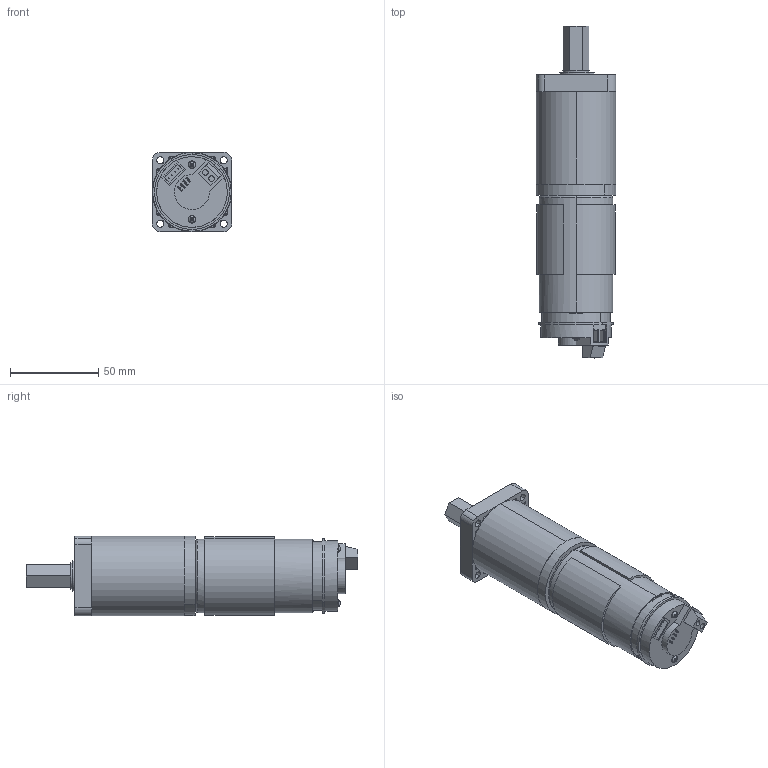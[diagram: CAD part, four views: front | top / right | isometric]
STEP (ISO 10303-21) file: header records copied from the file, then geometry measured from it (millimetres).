
FILE_DESCRIPTION (( 'STEP AP214' ), '1' );
FILE_NAME ('am-3656 PG188 500 hex+Motor+Encoder.STEP', '2017-11-09T19:45:12', ( '' ), ( '' ), 'SwSTEP 2.0', 'SolidWorks 2017', '' );
FILE_SCHEMA (( 'AUTOMOTIVE_DESIGN' ));
Length unit declared in the file: inch
Products named in the file (15): RS775 with Encoder; Hall Effect Encoder for PG Gearboxes; RS775 with Backshaft; am-3656g PG188 500 hex; SHCS M4-0.7 x 60 - McM 91290A186_91290A188; 500 PG output assm; Shim washer; 98541A410_BLACK-FINISH STEEL EXTERNAL RETAINING RING_98541A410; 6082-ZZ 5972K155_BALL BEARING_5972K155; 500 PG output shaft; PG and CIM output block; PG188 ring gear; PG input block; am-3656 PG188 500 hex+Motor+Encoder; SHCS M4-0.7 x 6 - McM 91290A139_91290A139
Assembly tree (19 placements, depth 4):
  am-3656 PG188 500 hex+Motor+Encoder
    am-3656g PG188 500 hex
      PG input block
      PG188 ring gear
      500 PG output assm
        PG and CIM output block
        500 PG output shaft
        6082-ZZ 5972K155_BALL BEARING_5972K155  x2
        98541A410_BLACK-FINISH STEEL EXTERNAL RETAINING RING_98541A410
        Shim washer
      SHCS M4-0.7 x 60 - McM 91290A186_91290A188  x4
    RS775 with Encoder
      RS775 with Backshaft
      Hall Effect Encoder for PG Gearboxes
    SHCS M4-0.7 x 6 - McM 91290A139_91290A139  x2
Bounding box: 45 x 188.38 x 45 mm (x, y, z)
Volume: 124574.9 mm3; surface area: 76523.8 mm2
Topology: 48 solids, 48 shells, 1828 faces, 4905 edges, 3203 vertices
Faces by surface type: cylinder 827, plane 474, cone 234, bspline 205, sphere 52, torus 36
Entity records: 59322 total; most frequent: CARTESIAN_POINT 25559, ORIENTED_EDGE 6564, DIRECTION 5335, EDGE_CURVE 3282, VERTEX_POINT 2153, AXIS2_PLACEMENT_3D 1956, LINE 1423, VECTOR 1423
